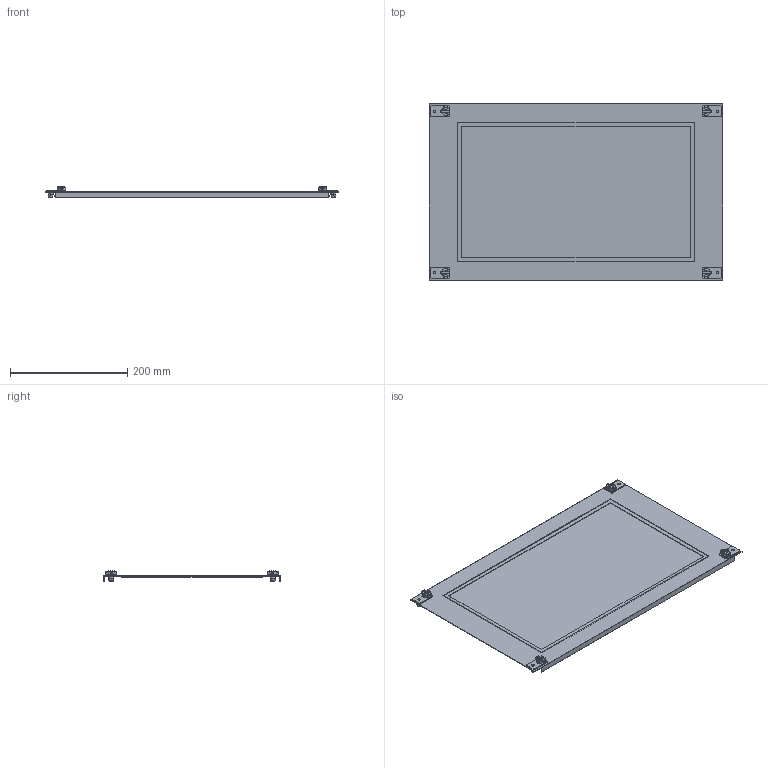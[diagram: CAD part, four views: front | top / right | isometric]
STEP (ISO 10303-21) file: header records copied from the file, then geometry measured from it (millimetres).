
FILE_DESCRIPTION((''),'2;1');
FILE_NAME('001340051_CP_1_4_2_PF_ASM','2023-01-23T09:43:41',('klemen.sitar'),('Audax d.o.o.'),'CREO PARAMETRIC BY PTC INC, 2021304','CREO PARAMETRIC BY PTC INC, 2021304','');
FILE_SCHEMA(('AP242_MANAGED_MODEL_BASED_3D_ENGINEERING_MIM_LF { 1 0 10303 442 1 1 4 }'));
Length unit declared in the file: millimetre
Products named in the file (16): PRT0002_1_1_1_1_1_1_2_1_1_1_1; PRT0003_1_1_1_1_1_1_2_1_1_1_1; PRT0002_1; PRT0002_1_1_1_1_1_1_1; PRT0002_1_1_1_1_1_1_2_3_1_1_1_2; PRT0003_1_1_1_1_1_1_2_3_1_1_1_2; BLACK_PIN_ASM_1_ASM_1_ASM_1_A_4_ASM; PRT0002_1_1_1_1_1_1_2_1_1_1_1_2; PRT0003_1_1_1_1_1_1_2_1_1_1_1_2; BLACK_PIN_ASM_1_ASM_1_ASM_1_A_1_ASM; PRT0002_1_1_1_1_1_1_2_3_1_1_1_1; PRT0003_1_1_1_1_1_1_2_3_1_1_1_1; BLACK_PIN_ASM_1_ASM_1_ASM_1_A_3_ASM; 001101436_CP_1_2_F_ASM_1_1_ASM; ASM0001_ASM; 001340051_CP_1_4_2_PF_ASM
Assembly tree (15 placements, depth 5):
  001340051_CP_1_4_2_PF_ASM
    PRT0002_1_1_1_1_1_1_2_1_1_1_1
    PRT0003_1_1_1_1_1_1_2_1_1_1_1
    PRT0002_1
    PRT0002_1_1_1_1_1_1_1
    BLACK_PIN_ASM_1_ASM_1_ASM_1_A_4_ASM
      PRT0002_1_1_1_1_1_1_2_3_1_1_1_2
      PRT0003_1_1_1_1_1_1_2_3_1_1_1_2
    ASM0001_ASM
      001101436_CP_1_2_F_ASM_1_1_ASM
        BLACK_PIN_ASM_1_ASM_1_ASM_1_A_1_ASM
          PRT0002_1_1_1_1_1_1_2_1_1_1_1_2
          PRT0003_1_1_1_1_1_1_2_1_1_1_1_2
        BLACK_PIN_ASM_1_ASM_1_ASM_1_A_3_ASM
          PRT0002_1_1_1_1_1_1_2_3_1_1_1_1
          PRT0003_1_1_1_1_1_1_2_3_1_1_1_1
Bounding box: 500 x 300 x 18.6 mm (x, y, z)
Volume: 180745.5 mm3; surface area: 354597.8 mm2
Topology: 10 solids, 10 shells, 370 faces, 1176 edges, 960 vertices
Faces by surface type: plane 242, cylinder 120, cone 8
Entity records: 24430 total; most frequent: PRESENTATION_LAYER_ASSIGNMENT 3313, CARTESIAN_POINT 3042, DIRECTION 2386, ORIENTED_EDGE 2096, PRESENTATION_STYLE_ASSIGNMENT 1307, STYLED_ITEM 1307, CURVE_STYLE 1292, EDGE_CURVE 1048
